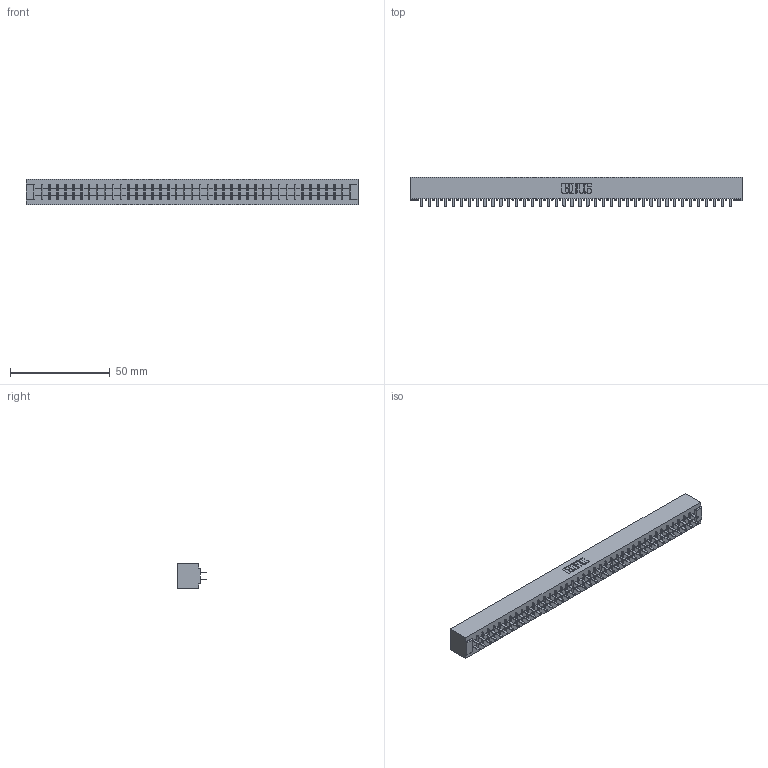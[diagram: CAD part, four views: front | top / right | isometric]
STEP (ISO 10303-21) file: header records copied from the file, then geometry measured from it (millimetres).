
FILE_DESCRIPTION (( 'STEP AP203' ), '1' );
FILE_NAME ('315-080-521-201.STEP', '2019-09-10T23:09:47', ( '' ), ( '' ), 'SwSTEP 2.0', 'SolidWorks 2016', '' );
FILE_SCHEMA (( 'CONFIG_CONTROL_DESIGN' ));
Length unit declared in the file: inch
Products named in the file (3): 315-080-521-201; 305-290-001_521; 305 Part_No Mounting
Assembly tree (81 placements, depth 2):
  315-080-521-201
    305 Part_No Mounting
    305-290-001_521  x80
Bounding box: 166.37 x 14.86 x 12.7 mm (x, y, z)
Volume: 17756.6 mm3; surface area: 22567 mm2
Topology: 81 solids, 81 shells, 3788 faces, 10812 edges, 6992 vertices
Faces by surface type: plane 2224, cylinder 1404, sphere 160
Entity records: 43155 total; most frequent: CARTESIAN_POINT 7138, ORIENTED_EDGE 7084, DIRECTION 6904, EDGE_CURVE 3542, VECTOR 2868, LINE 2868, VERTEX_POINT 2252, AXIS2_PLACEMENT_3D 2018
